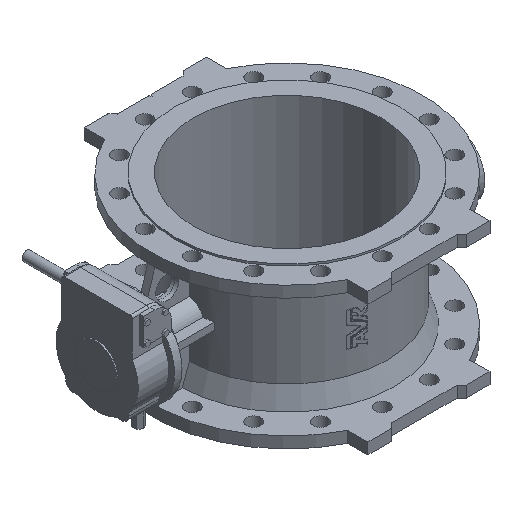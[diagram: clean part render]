
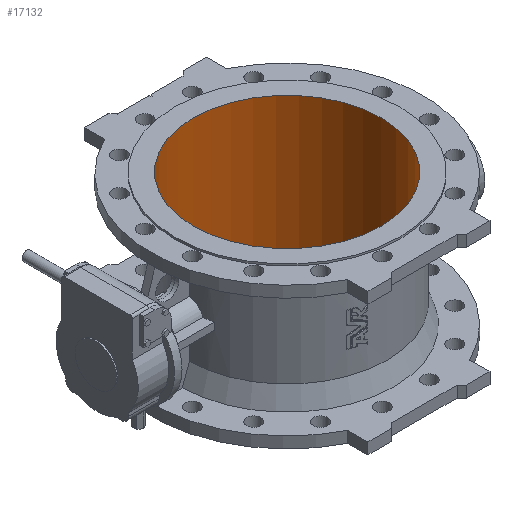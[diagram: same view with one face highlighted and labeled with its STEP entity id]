
A CAD part, isometric view. The second image highlights one B-rep face of the part: STEP entity #17132.
In plain terms, the highlighted cylindrical face has radius 200 mm (diameter 400 mm), a full revolution.
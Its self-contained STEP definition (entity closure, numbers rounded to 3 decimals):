
#1095 = CARTESIAN_POINT ( 'NONE',  ( 0., -3., -155. ) ) ;
#1097 = DIRECTION ( 'NONE',  ( 0., 0., 1. ) ) ;
#1099 = DIRECTION ( 'NONE',  ( -1., 0., 0. ) ) ;
#1199 = CARTESIAN_POINT ( 'NONE',  ( 0., -3., 155. ) ) ;
#1201 = DIRECTION ( 'NONE',  ( 0., 0., 1. ) ) ;
#1203 = DIRECTION ( 'NONE',  ( -1., 0., 0. ) ) ;
#2907 = DIRECTION ( 'NONE',  ( -1., 0., 0. ) ) ;
#2908 = DIRECTION ( 'NONE',  ( 0., 0., 1. ) ) ;
#2911 = CARTESIAN_POINT ( 'NONE',  ( 0., -3., 133.661 ) ) ;
#6160 = CIRCLE ( 'NONE', #16417, 200. ) ;
#6195 = CIRCLE ( 'NONE', #16421, 200. ) ;
#6660 = FACE_OUTER_BOUND ( 'NONE', #12009, .T. ) ;
#6665 = FACE_OUTER_BOUND ( 'NONE', #12014, .T. ) ;
#6667 = CYLINDRICAL_SURFACE ( 'NONE', #13184, 200. ) ;
#6985 = VERTEX_POINT ( 'NONE', #15229 ) ;
#6989 = VERTEX_POINT ( 'NONE', #15233 ) ;
#10111 = ORIENTED_EDGE ( 'NONE', *, *, #16714, .F. ) ;
#10112 = ORIENTED_EDGE ( 'NONE', *, *, #16733, .T. ) ;
#12009 = EDGE_LOOP ( 'NONE', ( #10111 ) ) ;
#12014 = EDGE_LOOP ( 'NONE', ( #10112 ) ) ;
#13184 = AXIS2_PLACEMENT_3D ( 'NONE', #2911, #2908, #2907 ) ;
#15229 = CARTESIAN_POINT ( 'NONE',  ( -200., -3., -155. ) ) ;
#15233 = CARTESIAN_POINT ( 'NONE',  ( -200., -3., 155. ) ) ;
#16417 = AXIS2_PLACEMENT_3D ( 'NONE', #1095, #1097, #1099 ) ;
#16421 = AXIS2_PLACEMENT_3D ( 'NONE', #1199, #1201, #1203 ) ;
#16714 = EDGE_CURVE ( 'NONE', #6985, #6985, #6160, .T. ) ;
#16733 = EDGE_CURVE ( 'NONE', #6989, #6989, #6195, .T. ) ;
#17132 = ADVANCED_FACE ( 'NONE', ( #6660, #6665 ), #6667, .F. ) ;
